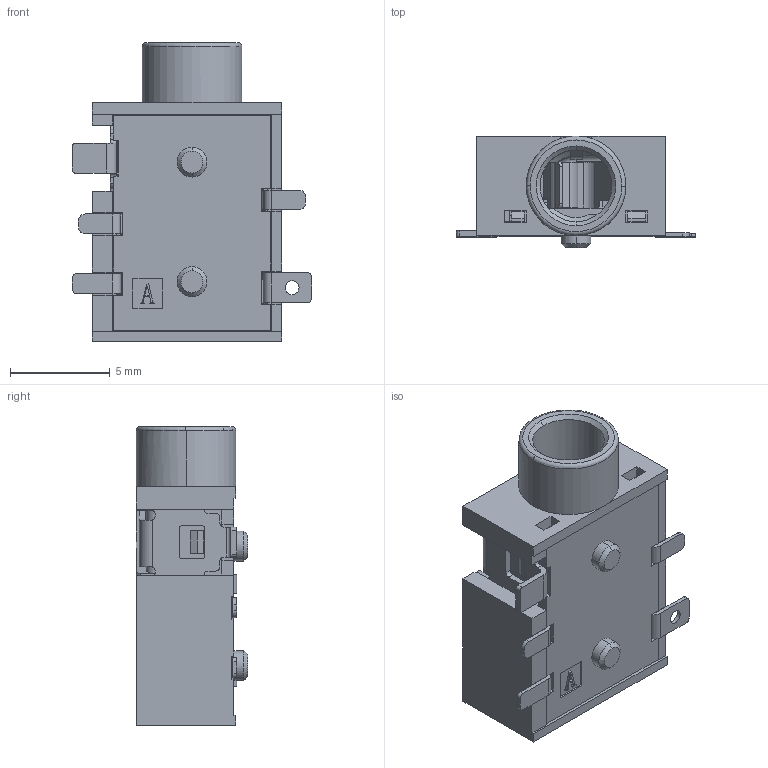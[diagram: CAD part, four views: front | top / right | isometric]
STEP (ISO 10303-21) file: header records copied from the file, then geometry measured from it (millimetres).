
FILE_DESCRIPTION((''),'2;1');
FILE_NAME('KYJ-035-12AG_03_','2017-08-09T',('Administrator'),(''),'PRO/ENGINEER BY PARAMETRIC TECHNOLOGY CORPORATION, 2009440','PRO/ENGINEER BY PARAMETRIC TECHNOLOGY CORPORATION, 2009440','');
FILE_SCHEMA(('AUTOMOTIVE_DESIGN_CC2 { 1 2 10303 214 -1 1 5 2 }'));
Length unit declared in the file: millimetre
Products named in the file (1): KYJ-035-12AG_03_
Bounding box: 12 x 5.6 x 15 mm (x, y, z)
Volume: 373.6 mm3; surface area: 1241.7 mm2
Topology: 1 solids, 1 shells, 619 faces, 1861 edges, 1221 vertices
Faces by surface type: plane 465, cylinder 138, cone 8, extrusion 5, torus 3
Entity records: 21024 total; most frequent: CARTESIAN_POINT 4026, ORIENTED_EDGE 3722, DIRECTION 3348, EDGE_CURVE 1861, VECTOR 1512, LINE 1507, VERTEX_POINT 1221, AXIS2_PLACEMENT_3D 918
